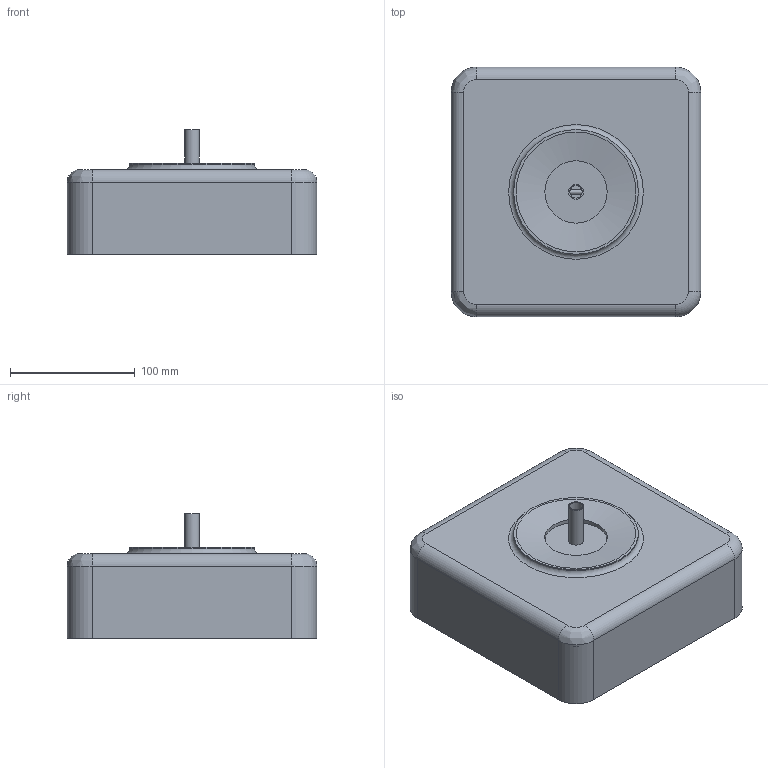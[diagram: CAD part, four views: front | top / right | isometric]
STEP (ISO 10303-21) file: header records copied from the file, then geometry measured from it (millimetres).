
FILE_DESCRIPTION(/* description */ (''),/* implementation_level */ '2;1');
FILE_NAME(/* name */ 'joy',/* time_stamp */ '2008-06-28T19:07:15+04:00',/* author */ (''),/* organization */ (''),/* preprocessor_version */ 'ST-DEVELOPER v9',/* originating_system */ 'UGS - NX 4.0',/* authorisation */ '');
FILE_SCHEMA (('AUTOMOTIVE_DESIGN { 1 0 10303 214 1 1 1 1 }'));
Length unit declared in the file: millimetre
Products named in the file (2): Plata MaRS; joy
Assembly tree (2 placements, depth 2):
  joy
    Plata MaRS  x2
Bounding box: 200 x 200 x 100 mm (x, y, z)
Volume: 235994.3 mm3; surface area: 235533.6 mm2
Topology: 41 solids, 41 shells, 466 faces, 1039 edges, 687 vertices
Faces by surface type: plane 254, cylinder 181, cone 17, bspline 11, torus 2, sphere 1
Full cylindrical faces by diameter (mm): 2 x6, 3 x14, 4 x22, 5 x2, 6 x25, 7 x6, 8.904 x3, 9 x2, 10 x16, 12 x2, 14 x2, 15 x10, 50 x1, 80 x1, 100 x1
Entity records: 12513 total; most frequent: CARTESIAN_POINT 2779, DIRECTION 2048, ORIENTED_EDGE 1596, AXIS2_PLACEMENT_3D 833, EDGE_CURVE 798, EDGE_LOOP 698, VERTEX_POINT 588, ADVANCED_FACE 451
